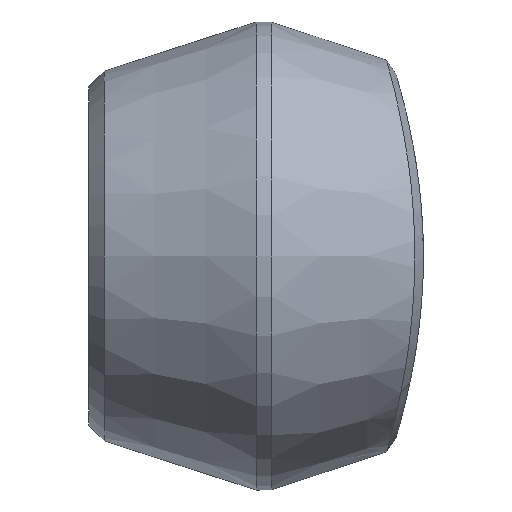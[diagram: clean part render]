
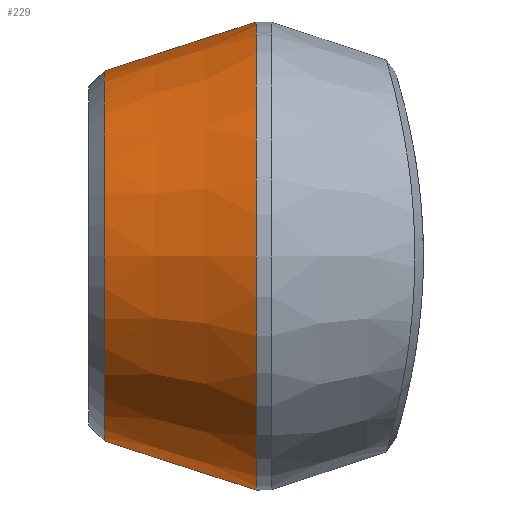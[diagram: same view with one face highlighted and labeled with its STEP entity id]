
A CAD part, left-side view. The second image highlights one B-rep face of the part: STEP entity #229.
In plain terms, the highlighted conical face has half-angle 17.876 degrees and reference radius 20.079 mm.
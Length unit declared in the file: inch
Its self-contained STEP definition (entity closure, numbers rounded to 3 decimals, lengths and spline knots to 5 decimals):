
#5 = ORIENTED_EDGE ( 'NONE', *, *, #65, .F. ) ;
#6 = CIRCLE ( 'NONE', #633, 1. ) ;
#26 = LINE ( 'NONE', #666, #900 ) ;
#41 = DIRECTION ( 'NONE',  ( 0., -1., 0. ) ) ;
#65 = EDGE_CURVE ( 'NONE', #369, #963, #131, .T. ) ;
#79 = DIRECTION ( 'NONE',  ( 0., -1., 0. ) ) ;
#81 = VECTOR ( 'NONE', #1076, 39.37008 ) ;
#125 = CARTESIAN_POINT ( 'NONE',  ( 0., 3.496, 0.7905 ) ) ;
#131 = LINE ( 'NONE', #125, #81 ) ;
#165 = CIRCLE ( 'NONE', #742, 0.7905 ) ;
#209 = DIRECTION ( 'NONE',  ( 0., -0.952, -0.307 ) ) ;
#210 = DIRECTION ( 'NONE',  ( 0., 0., -1. ) ) ;
#224 = ORIENTED_EDGE ( 'NONE', *, *, #1173, .T. ) ;
#229 = ADVANCED_FACE ( 'NONE', ( #869 ), #679, .T. ) ;
#289 = DIRECTION ( 'NONE',  ( 0., -1., 0. ) ) ;
#366 = CARTESIAN_POINT ( 'NONE',  ( 0., 3.496, 0.7905 ) ) ;
#369 = VERTEX_POINT ( 'NONE', #366 ) ;
#411 = ORIENTED_EDGE ( 'NONE', *, *, #738, .F. ) ;
#414 = EDGE_CURVE ( 'NONE', #624, #1043, #26, .T. ) ;
#464 = DIRECTION ( 'NONE',  ( 0., 0., -1. ) ) ;
#536 = ORIENTED_EDGE ( 'NONE', *, *, #414, .T. ) ;
#563 = CARTESIAN_POINT ( 'NONE',  ( 0., 2.84645, 1. ) ) ;
#624 = VERTEX_POINT ( 'NONE', #1005 ) ;
#633 = AXIS2_PLACEMENT_3D ( 'NONE', #1179, #79, #464 ) ;
#666 = CARTESIAN_POINT ( 'NONE',  ( 0., 3.496, -0.7905 ) ) ;
#679 = CONICAL_SURFACE ( 'NONE', #1057, 0.7905, 0.312 ) ;
#738 = EDGE_CURVE ( 'NONE', #963, #1043, #6, .T. ) ;
#742 = AXIS2_PLACEMENT_3D ( 'NONE', #814, #289, #844 ) ;
#814 = CARTESIAN_POINT ( 'NONE',  ( 0., 3.496, 0. ) ) ;
#844 = DIRECTION ( 'NONE',  ( 0., 0., -1. ) ) ;
#866 = EDGE_LOOP ( 'NONE', ( #5, #224, #536, #411 ) ) ;
#869 = FACE_OUTER_BOUND ( 'NONE', #866, .T. ) ;
#900 = VECTOR ( 'NONE', #209, 39.37008 ) ;
#938 = CARTESIAN_POINT ( 'NONE',  ( 0., 3.496, 0. ) ) ;
#963 = VERTEX_POINT ( 'NONE', #563 ) ;
#1005 = CARTESIAN_POINT ( 'NONE',  ( 0., 3.496, -0.7905 ) ) ;
#1043 = VERTEX_POINT ( 'NONE', #1111 ) ;
#1057 = AXIS2_PLACEMENT_3D ( 'NONE', #938, #41, #210 ) ;
#1076 = DIRECTION ( 'NONE',  ( 0., -0.952, 0.307 ) ) ;
#1111 = CARTESIAN_POINT ( 'NONE',  ( 0., 2.84645, -1. ) ) ;
#1173 = EDGE_CURVE ( 'NONE', #369, #624, #165, .T. ) ;
#1179 = CARTESIAN_POINT ( 'NONE',  ( 0., 2.84645, 0. ) ) ;
